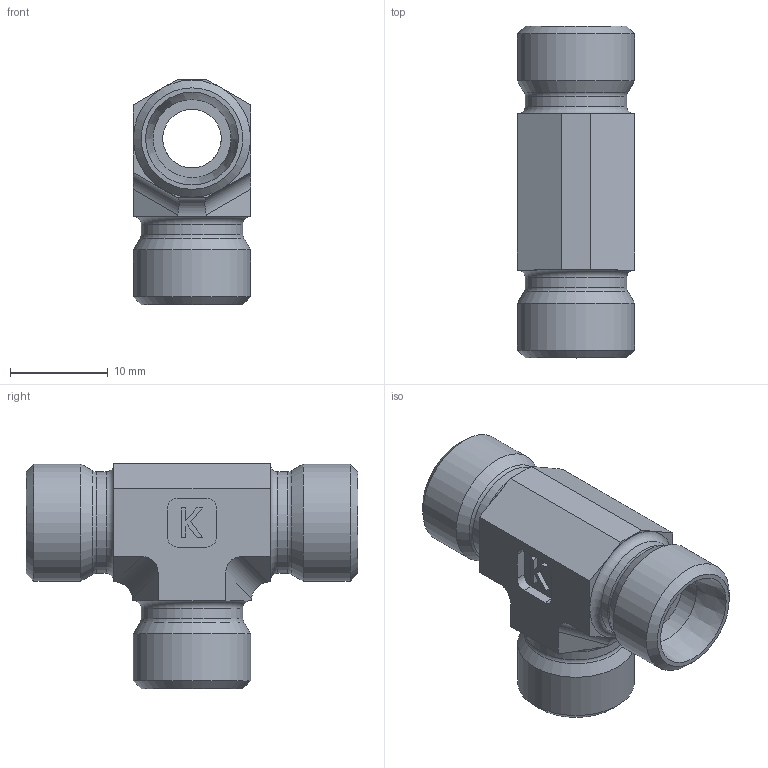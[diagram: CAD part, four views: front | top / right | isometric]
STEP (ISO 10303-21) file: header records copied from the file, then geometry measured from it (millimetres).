
FILE_DESCRIPTION((''),'2;1');
FILE_NAME('370081212.stp','2014-08-13T15:31:52',(''),('KNOMI spol. s r. o.'),'Autodesk Inventor 2012','Autodesk Inventor 2012','');
FILE_SCHEMA(('AUTOMOTIVE_DESIGN { 1 2 10303 214 0 1 1 1 }'));
Length unit declared in the file: millimetre
Products named in the file (1): TS1  8LL   3xM12x1
Bounding box: 12 x 34 x 23.06 mm (x, y, z)
Volume: 3250.6 mm3; surface area: 2908.5 mm2
Topology: 1 solids, 1 shells, 91 faces, 224 edges, 139 vertices
Faces by surface type: plane 55, cylinder 21, cone 9, torus 6
Full cylindrical faces by diameter (mm): 6 x2, 8 x3, 10.4 x3, 12 x3
Entity records: 2482 total; most frequent: DIRECTION 446, CARTESIAN_POINT 410, ORIENTED_EDGE 376, EDGE_CURVE 188, AXIS2_PLACEMENT_3D 166, VERTEX_POINT 130, EDGE_LOOP 126, VECTOR 114
